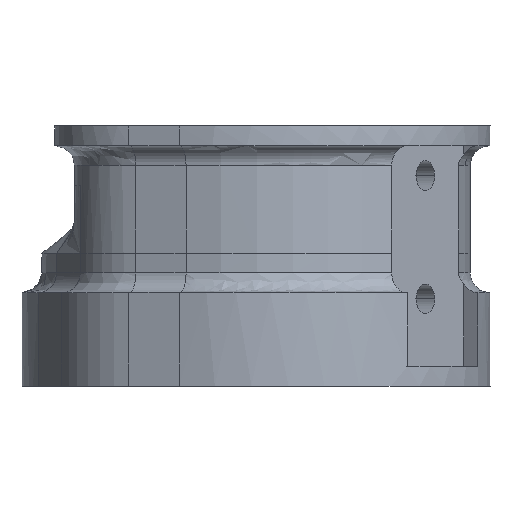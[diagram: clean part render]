
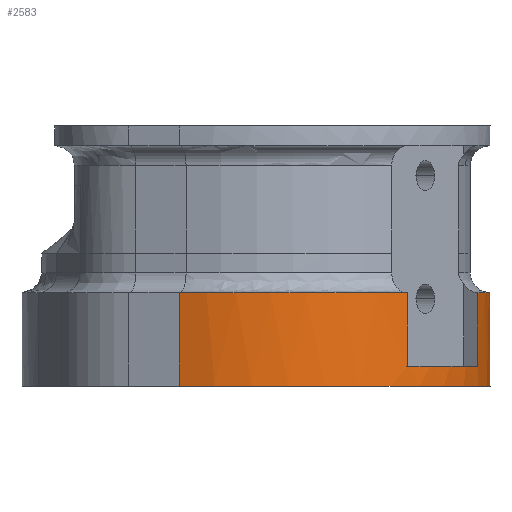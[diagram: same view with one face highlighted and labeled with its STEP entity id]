
A CAD part, front view. The second image highlights one B-rep face of the part: STEP entity #2583.
In plain terms, the highlighted cylindrical face has radius 18.516 mm (diameter 37.032 mm), a partial arc.
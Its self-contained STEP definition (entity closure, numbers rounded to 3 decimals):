
#101 = VERTEX_POINT ( 'NONE', #2538 ) ;
#112 = DIRECTION ( 'NONE',  ( 1., 0., 0. ) ) ;
#156 = CARTESIAN_POINT ( 'NONE',  ( -4.036, -20.394, -16.14 ) ) ;
#179 = CARTESIAN_POINT ( 'NONE',  ( 8.863, -21.803, -8.64 ) ) ;
#201 = VECTOR ( 'NONE', #2314, 1000. ) ;
#322 = ORIENTED_EDGE ( 'NONE', *, *, #1805, .T. ) ;
#511 = FACE_OUTER_BOUND ( 'NONE', #567, .T. ) ;
#513 = EDGE_CURVE ( 'NONE', #3867, #101, #4502, .T. ) ;
#523 = LINE ( 'NONE', #1852, #5365 ) ;
#567 = EDGE_LOOP ( 'NONE', ( #1802, #1507, #1443, #1944, #4363, #322, #3083, #4265 ) ) ;
#680 = VERTEX_POINT ( 'NONE', #3171 ) ;
#708 = CARTESIAN_POINT ( 'NONE',  ( 20.626, -6.996, -8.64 ) ) ;
#747 = VERTEX_POINT ( 'NONE', #3337 ) ;
#800 = CARTESIAN_POINT ( 'NONE',  ( 19.969, -8.948, -8.64 ) ) ;
#827 = CARTESIAN_POINT ( 'NONE',  ( 19.969, -8.948, -8.64 ) ) ;
#960 = CARTESIAN_POINT ( 'NONE',  ( 19.969, -8.948, -16.14 ) ) ;
#1029 = VECTOR ( 'NONE', #4568, 1000. ) ;
#1107 = LINE ( 'NONE', #3273, #1029 ) ;
#1327 = VERTEX_POINT ( 'NONE', #156 ) ;
#1443 = ORIENTED_EDGE ( 'NONE', *, *, #3655, .T. ) ;
#1507 = ORIENTED_EDGE ( 'NONE', *, *, #513, .T. ) ;
#1598 = VECTOR ( 'NONE', #4531, 1000. ) ;
#1802 = ORIENTED_EDGE ( 'NONE', *, *, #5544, .T. ) ;
#1805 = EDGE_CURVE ( 'NONE', #5182, #680, #523, .T. ) ;
#1848 = AXIS2_PLACEMENT_3D ( 'NONE', #3118, #5248, #112 ) ;
#1852 = CARTESIAN_POINT ( 'NONE',  ( 20.937, -3.04, -16.14 ) ) ;
#1903 = DIRECTION ( 'NONE',  ( 0., 0., -1. ) ) ;
#1929 = CIRCLE ( 'NONE', #3464, 18.516 ) ;
#1944 = ORIENTED_EDGE ( 'NONE', *, *, #3105, .F. ) ;
#1956 =( BOUNDED_CURVE ( )  B_SPLINE_CURVE ( 3, ( #3659, #179, #3157, #3630 ),
 .UNSPECIFIED., .F., .F. ) 
 B_SPLINE_CURVE_WITH_KNOTS ( ( 4, 4 ),
 ( 0.016, 0.036 ),
 .UNSPECIFIED. ) 
 CURVE ( )  GEOMETRIC_REPRESENTATION_ITEM ( )  RATIONAL_B_SPLINE_CURVE ( ( 0.787, 0.773, 0.844, 1. ) ) 
 REPRESENTATION_ITEM ( '' )  );
#2123 = CIRCLE ( 'NONE', #5263, 18.516 ) ;
#2314 = DIRECTION ( 'NONE',  ( 0., 0., -1. ) ) ;
#2538 = CARTESIAN_POINT ( 'NONE',  ( 14.319, -17.227, -8.64 ) ) ;
#2583 = ADVANCED_FACE ( 'NONE', ( #511 ), #4295, .T. ) ;
#2602 = CARTESIAN_POINT ( 'NONE',  ( 20.937, -3.04, -16.14 ) ) ;
#2714 = DIRECTION ( 'NONE',  ( 0., 0., 1. ) ) ;
#2910 = VERTEX_POINT ( 'NONE', #4214 ) ;
#3083 = ORIENTED_EDGE ( 'NONE', *, *, #3347, .T. ) ;
#3105 = EDGE_CURVE ( 'NONE', #1327, #747, #1107, .T. ) ;
#3118 = CARTESIAN_POINT ( 'NONE',  ( 2.42, -3.04, -16.14 ) ) ;
#3127 = DIRECTION ( 'NONE',  ( 0., 0., 1. ) ) ;
#3157 = CARTESIAN_POINT ( 'NONE',  ( 2.077, -22.668, -8.64 ) ) ;
#3171 = CARTESIAN_POINT ( 'NONE',  ( 20.937, -3.04, -8.64 ) ) ;
#3273 = CARTESIAN_POINT ( 'NONE',  ( -4.036, -20.394, -16.14 ) ) ;
#3315 = CARTESIAN_POINT ( 'NONE',  ( 2.42, -3.04, -14.553 ) ) ;
#3337 = CARTESIAN_POINT ( 'NONE',  ( -4.036, -20.394, -8.64 ) ) ;
#3347 = EDGE_CURVE ( 'NONE', #680, #4267, #4433, .T. ) ;
#3464 = AXIS2_PLACEMENT_3D ( 'NONE', #5274, #2714, #4475 ) ;
#3630 = CARTESIAN_POINT ( 'NONE',  ( -4.036, -20.394, -8.64 ) ) ;
#3655 = EDGE_CURVE ( 'NONE', #101, #747, #1956, .T. ) ;
#3659 = CARTESIAN_POINT ( 'NONE',  ( 14.319, -17.227, -8.64 ) ) ;
#3663 = CARTESIAN_POINT ( 'NONE',  ( 14.319, -17.227, -16.14 ) ) ;
#3867 = VERTEX_POINT ( 'NONE', #4927 ) ;
#4214 = CARTESIAN_POINT ( 'NONE',  ( 19.969, -8.948, -14.552 ) ) ;
#4265 = ORIENTED_EDGE ( 'NONE', *, *, #4552, .T. ) ;
#4267 = VERTEX_POINT ( 'NONE', #827 ) ;
#4295 = CYLINDRICAL_SURFACE ( 'NONE', #1848, 18.516 ) ;
#4341 = EDGE_CURVE ( 'NONE', #1327, #5182, #1929, .T. ) ;
#4363 = ORIENTED_EDGE ( 'NONE', *, *, #4341, .T. ) ;
#4433 =( BOUNDED_CURVE ( )  B_SPLINE_CURVE ( 3, ( #5500, #4657, #708, #800 ),
 .UNSPECIFIED., .F., .F. ) 
 B_SPLINE_CURVE_WITH_KNOTS ( ( 4, 4 ),
 ( 0., 0.006 ),
 .UNSPECIFIED. ) 
 CURVE ( )  GEOMETRIC_REPRESENTATION_ITEM ( )  RATIONAL_B_SPLINE_CURVE ( ( 1., 0.947, 0.904, 0.871 ) ) 
 REPRESENTATION_ITEM ( '' )  );
#4475 = DIRECTION ( 'NONE',  ( -1., 0., 0. ) ) ;
#4502 = LINE ( 'NONE', #3663, #1598 ) ;
#4531 = DIRECTION ( 'NONE',  ( 0., 0., 1. ) ) ;
#4552 = EDGE_CURVE ( 'NONE', #4267, #2910, #5266, .T. ) ;
#4568 = DIRECTION ( 'NONE',  ( 0., 0., 1. ) ) ;
#4657 = CARTESIAN_POINT ( 'NONE',  ( 20.937, -5.006, -8.64 ) ) ;
#4927 = CARTESIAN_POINT ( 'NONE',  ( 14.319, -17.227, -14.552 ) ) ;
#5029 = DIRECTION ( 'NONE',  ( 1., 0., 0. ) ) ;
#5182 = VERTEX_POINT ( 'NONE', #2602 ) ;
#5248 = DIRECTION ( 'NONE',  ( 0., 0., 1. ) ) ;
#5263 = AXIS2_PLACEMENT_3D ( 'NONE', #3315, #1903, #5029 ) ;
#5266 = LINE ( 'NONE', #960, #201 ) ;
#5274 = CARTESIAN_POINT ( 'NONE',  ( 2.42, -3.04, -16.14 ) ) ;
#5365 = VECTOR ( 'NONE', #3127, 1000. ) ;
#5500 = CARTESIAN_POINT ( 'NONE',  ( 20.937, -3.04, -8.64 ) ) ;
#5544 = EDGE_CURVE ( 'NONE', #2910, #3867, #2123, .T. ) ;
